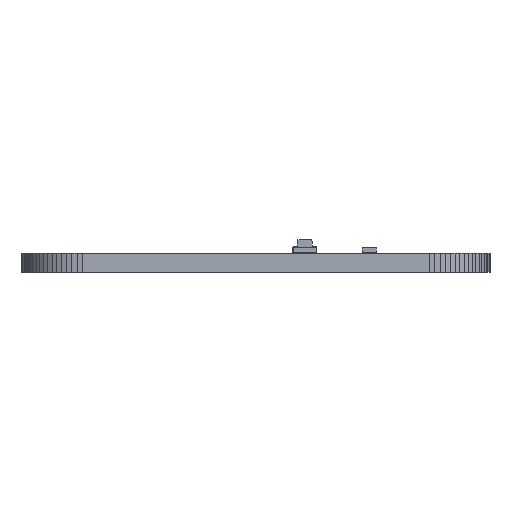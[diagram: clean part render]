
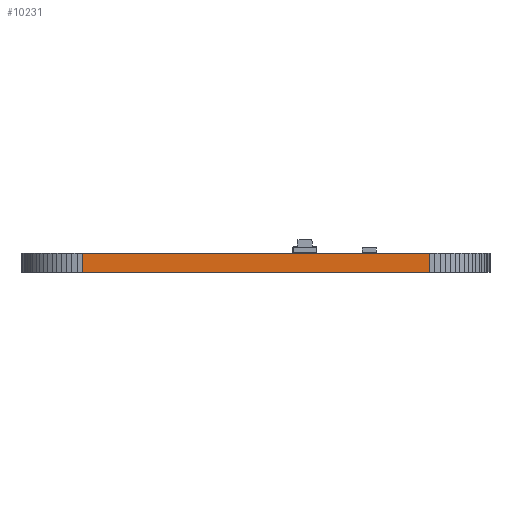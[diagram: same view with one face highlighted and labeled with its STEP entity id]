
A CAD part, front view. The second image highlights one B-rep face of the part: STEP entity #10231.
In plain terms, the highlighted planar face has unit normal (0, -1, 0).
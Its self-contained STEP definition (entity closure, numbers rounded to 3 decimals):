
#5574 = PLANE('',#5575);
#5575 = AXIS2_PLACEMENT_3D('',#5576,#5577,#5578);
#5576 = CARTESIAN_POINT('',(127.635,-96.008,1.6));
#5577 = DIRECTION('',(-0.,-0.,-1.));
#5578 = DIRECTION('',(-1.,0.,0.));
#5628 = PLANE('',#5629);
#5629 = AXIS2_PLACEMENT_3D('',#5630,#5631,#5632);
#5630 = CARTESIAN_POINT('',(127.635,-96.008,0.));
#5631 = DIRECTION('',(-0.,-0.,-1.));
#5632 = DIRECTION('',(-1.,0.,0.));
#6465 = VERTEX_POINT('',#6466);
#6466 = CARTESIAN_POINT('',(142.24,-124.46,0.));
#6480 = PLANE('',#6481);
#6481 = AXIS2_PLACEMENT_3D('',#6482,#6483,#6484);
#6482 = CARTESIAN_POINT('',(142.683,-124.441,0.));
#6483 = DIRECTION('',(0.044,-0.999,0.));
#6484 = DIRECTION('',(-0.999,-0.044,0.));
#6492 = EDGE_CURVE('',#6465,#6493,#6495,.T.);
#6493 = VERTEX_POINT('',#6494);
#6494 = CARTESIAN_POINT('',(113.03,-124.46,0.));
#6495 = SURFACE_CURVE('',#6496,(#6500,#6507),.PCURVE_S1.);
#6496 = LINE('',#6497,#6498);
#6497 = CARTESIAN_POINT('',(142.24,-124.46,0.));
#6498 = VECTOR('',#6499,1.);
#6499 = DIRECTION('',(-1.,0.,0.));
#6500 = PCURVE('',#5628,#6501);
#6501 = DEFINITIONAL_REPRESENTATION('',(#6502),#6506);
#6502 = LINE('',#6503,#6504);
#6503 = CARTESIAN_POINT('',(-14.605,-28.452));
#6504 = VECTOR('',#6505,1.);
#6505 = DIRECTION('',(1.,0.));
#6506 = ( GEOMETRIC_REPRESENTATION_CONTEXT(2) 
PARAMETRIC_REPRESENTATION_CONTEXT() REPRESENTATION_CONTEXT('2D SPACE',''
  ) );
#6507 = PCURVE('',#6508,#6513);
#6508 = PLANE('',#6509);
#6509 = AXIS2_PLACEMENT_3D('',#6510,#6511,#6512);
#6510 = CARTESIAN_POINT('',(142.24,-124.46,0.));
#6511 = DIRECTION('',(0.,-1.,0.));
#6512 = DIRECTION('',(-1.,0.,0.));
#6513 = DEFINITIONAL_REPRESENTATION('',(#6514),#6518);
#6514 = LINE('',#6515,#6516);
#6515 = CARTESIAN_POINT('',(0.,-0.));
#6516 = VECTOR('',#6517,1.);
#6517 = DIRECTION('',(1.,0.));
#6518 = ( GEOMETRIC_REPRESENTATION_CONTEXT(2) 
PARAMETRIC_REPRESENTATION_CONTEXT() REPRESENTATION_CONTEXT('2D SPACE',''
  ) );
#6536 = PLANE('',#6537);
#6537 = AXIS2_PLACEMENT_3D('',#6538,#6539,#6540);
#6538 = CARTESIAN_POINT('',(113.03,-124.46,0.));
#6539 = DIRECTION('',(-0.044,-0.999,0.));
#6540 = DIRECTION('',(-0.999,0.044,0.));
#8024 = VERTEX_POINT('',#8025);
#8025 = CARTESIAN_POINT('',(142.24,-124.46,1.6));
#8046 = EDGE_CURVE('',#8024,#8047,#8049,.T.);
#8047 = VERTEX_POINT('',#8048);
#8048 = CARTESIAN_POINT('',(113.03,-124.46,1.6));
#8049 = SURFACE_CURVE('',#8050,(#8054,#8061),.PCURVE_S1.);
#8050 = LINE('',#8051,#8052);
#8051 = CARTESIAN_POINT('',(142.24,-124.46,1.6));
#8052 = VECTOR('',#8053,1.);
#8053 = DIRECTION('',(-1.,0.,0.));
#8054 = PCURVE('',#5574,#8055);
#8055 = DEFINITIONAL_REPRESENTATION('',(#8056),#8060);
#8056 = LINE('',#8057,#8058);
#8057 = CARTESIAN_POINT('',(-14.605,-28.452));
#8058 = VECTOR('',#8059,1.);
#8059 = DIRECTION('',(1.,0.));
#8060 = ( GEOMETRIC_REPRESENTATION_CONTEXT(2) 
PARAMETRIC_REPRESENTATION_CONTEXT() REPRESENTATION_CONTEXT('2D SPACE',''
  ) );
#8061 = PCURVE('',#6508,#8062);
#8062 = DEFINITIONAL_REPRESENTATION('',(#8063),#8067);
#8063 = LINE('',#8064,#8065);
#8064 = CARTESIAN_POINT('',(0.,-1.6));
#8065 = VECTOR('',#8066,1.);
#8066 = DIRECTION('',(1.,0.));
#8067 = ( GEOMETRIC_REPRESENTATION_CONTEXT(2) 
PARAMETRIC_REPRESENTATION_CONTEXT() REPRESENTATION_CONTEXT('2D SPACE',''
  ) );
#10183 = EDGE_CURVE('',#6465,#8024,#10184,.T.);
#10184 = SURFACE_CURVE('',#10185,(#10189,#10196),.PCURVE_S1.);
#10185 = LINE('',#10186,#10187);
#10186 = CARTESIAN_POINT('',(142.24,-124.46,0.));
#10187 = VECTOR('',#10188,1.);
#10188 = DIRECTION('',(0.,0.,1.));
#10189 = PCURVE('',#6480,#10190);
#10190 = DEFINITIONAL_REPRESENTATION('',(#10191),#10195);
#10191 = LINE('',#10192,#10193);
#10192 = CARTESIAN_POINT('',(0.443,0.));
#10193 = VECTOR('',#10194,1.);
#10194 = DIRECTION('',(0.,-1.));
#10195 = ( GEOMETRIC_REPRESENTATION_CONTEXT(2) 
PARAMETRIC_REPRESENTATION_CONTEXT() REPRESENTATION_CONTEXT('2D SPACE',''
  ) );
#10196 = PCURVE('',#6508,#10197);
#10197 = DEFINITIONAL_REPRESENTATION('',(#10198),#10202);
#10198 = LINE('',#10199,#10200);
#10199 = CARTESIAN_POINT('',(0.,-0.));
#10200 = VECTOR('',#10201,1.);
#10201 = DIRECTION('',(0.,-1.));
#10202 = ( GEOMETRIC_REPRESENTATION_CONTEXT(2) 
PARAMETRIC_REPRESENTATION_CONTEXT() REPRESENTATION_CONTEXT('2D SPACE',''
  ) );
#10231 = ADVANCED_FACE('',(#10232),#6508,.T.);
#10232 = FACE_BOUND('',#10233,.T.);
#10233 = EDGE_LOOP('',(#10234,#10235,#10236,#10257));
#10234 = ORIENTED_EDGE('',*,*,#10183,.T.);
#10235 = ORIENTED_EDGE('',*,*,#8046,.T.);
#10236 = ORIENTED_EDGE('',*,*,#10237,.F.);
#10237 = EDGE_CURVE('',#6493,#8047,#10238,.T.);
#10238 = SURFACE_CURVE('',#10239,(#10243,#10250),.PCURVE_S1.);
#10239 = LINE('',#10240,#10241);
#10240 = CARTESIAN_POINT('',(113.03,-124.46,0.));
#10241 = VECTOR('',#10242,1.);
#10242 = DIRECTION('',(0.,0.,1.));
#10243 = PCURVE('',#6508,#10244);
#10244 = DEFINITIONAL_REPRESENTATION('',(#10245),#10249);
#10245 = LINE('',#10246,#10247);
#10246 = CARTESIAN_POINT('',(29.21,0.));
#10247 = VECTOR('',#10248,1.);
#10248 = DIRECTION('',(0.,-1.));
#10249 = ( GEOMETRIC_REPRESENTATION_CONTEXT(2) 
PARAMETRIC_REPRESENTATION_CONTEXT() REPRESENTATION_CONTEXT('2D SPACE',''
  ) );
#10250 = PCURVE('',#6536,#10251);
#10251 = DEFINITIONAL_REPRESENTATION('',(#10252),#10256);
#10252 = LINE('',#10253,#10254);
#10253 = CARTESIAN_POINT('',(0.,0.));
#10254 = VECTOR('',#10255,1.);
#10255 = DIRECTION('',(0.,-1.));
#10256 = ( GEOMETRIC_REPRESENTATION_CONTEXT(2) 
PARAMETRIC_REPRESENTATION_CONTEXT() REPRESENTATION_CONTEXT('2D SPACE',''
  ) );
#10257 = ORIENTED_EDGE('',*,*,#6492,.F.);
